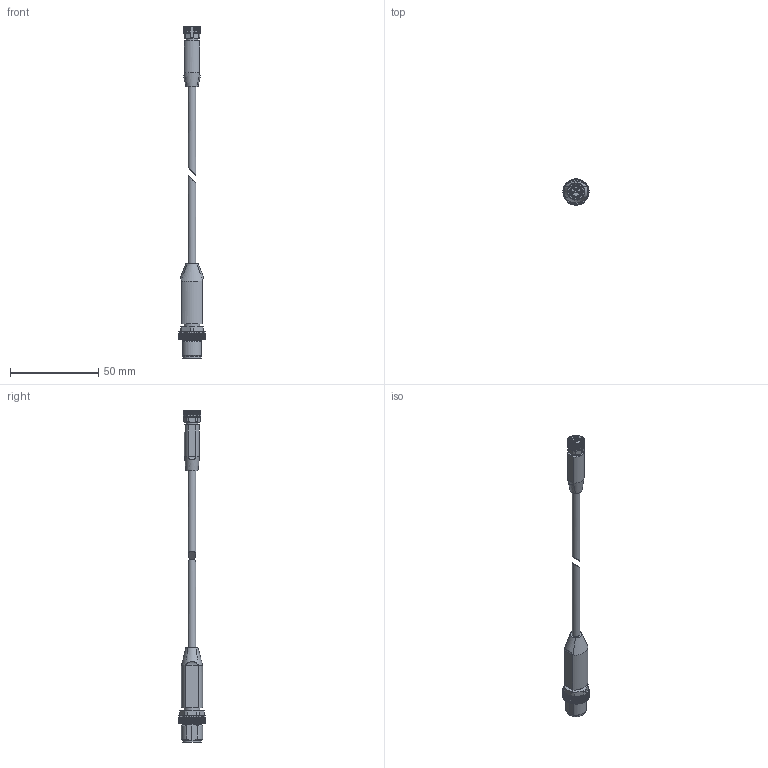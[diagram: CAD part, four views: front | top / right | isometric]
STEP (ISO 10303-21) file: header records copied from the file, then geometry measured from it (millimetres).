
FILE_DESCRIPTION(/* description */ ('STEP AP214'),/* implementation_level */ '2;1');
FILE_NAME(/* name */ '8078291_NEBA-M8G4-U-2_5-N-M12G4',/* time_stamp */ '2024-09-11T22:14:25+02:00',/* author */ ('License CC BY-ND 4.0'),/* organization */ ('CADENAS'),/* preprocessor_version */ 'ST-DEVELOPER v19.3',/* originating_system */ 'PARTsolutions',/* authorisation */ ' ');
FILE_SCHEMA (('AUTOMOTIVE_DESIGN {1 0 10303 214 3 1 1}'));
Length unit declared in the file: millimetre
Products named in the file (3): 8078291 NEBA-M8G4-U-2.5-N-M12G4---(11400p); 8159580 NEBA-M8G4---(14400); 8159600 NEBA-M12G4---(1400P)
Assembly tree (2 placements, depth 2):
  8078291 NEBA-M8G4-U-2.5-N-M12G4---(11400p)
    8159580 NEBA-M8G4---(14400)
    8159600 NEBA-M12G4---(1400P)
Bounding box: 14.9 x 14.89 x 187.8 mm (x, y, z)
Volume: 9172.2 mm3; surface area: 5674.3 mm2
Topology: 2 solids, 2 shells, 535 faces, 1509 edges, 998 vertices
Faces by surface type: plane 221, cylinder 197, torus 98, bspline 8, cone 6, sphere 5
Full cylindrical faces by diameter (mm): 1 x8, 1.075 x4, 4.5 x2, 5.67 x1, 6.4 x1, 6.917 x1, 8.375 x1, 8.85 x1, 10.45 x1
Entity records: 21345 total; most frequent: CARTESIAN_POINT 4160, ORIENTED_EDGE 2928, DIRECTION 2644, EDGE_CURVE 1464, AXIS2_PLACEMENT_3D 988, VERTEX_POINT 982, LINE 668, VECTOR 668
